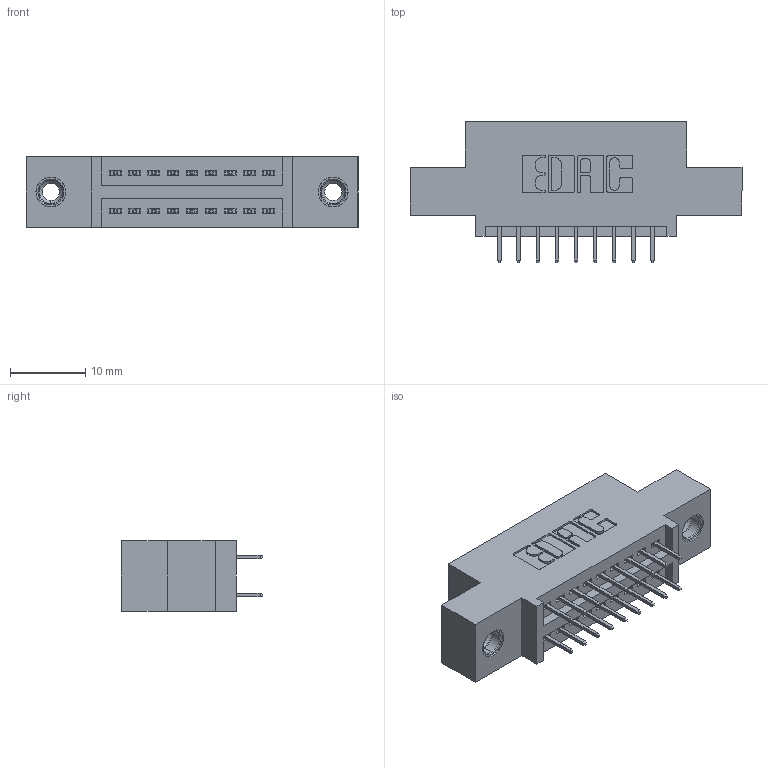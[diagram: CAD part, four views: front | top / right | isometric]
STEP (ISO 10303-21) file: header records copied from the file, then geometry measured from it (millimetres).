
FILE_DESCRIPTION (( 'STEP AP203' ), '1' );
FILE_NAME ('845-018-525-508.STEP', '2020-09-22T19:22:09', ( '' ), ( '' ), 'SwSTEP 2.0', 'SolidWorks 2020', '' );
FILE_SCHEMA (( 'CONFIG_CONTROL_DESIGN' ));
Length unit declared in the file: inch
Products named in the file (4): 345-292-001_345-293-125; 845 Part_0.110 Offset - 0.156 Dia-TI; 845-018-525-508; 345-250-001_345-250-003-102
Assembly tree (21 placements, depth 2):
  845-018-525-508
    845 Part_0.110 Offset - 0.156 Dia-TI
    345-292-001_345-293-125  x18
    345-250-001_345-250-003-102  x2
Bounding box: 44.07 x 18.72 x 9.4 mm (x, y, z)
Volume: 3865.1 mm3; surface area: 5091.1 mm2
Topology: 21 solids, 21 shells, 1162 faces, 3243 edges, 2082 vertices
Faces by surface type: plane 818, cylinder 328, cone 12, torus 4
Entity records: 12896 total; most frequent: CARTESIAN_POINT 2175, ORIENTED_EDGE 2102, DIRECTION 1985, EDGE_CURVE 1051, LINE 867, VECTOR 867, VERTEX_POINT 692, AXIS2_PLACEMENT_3D 559
